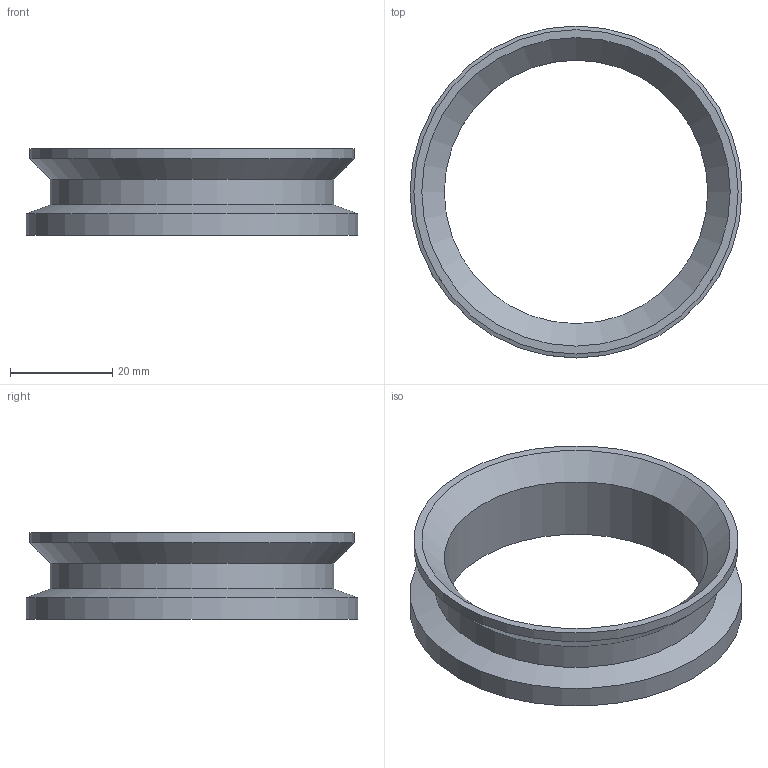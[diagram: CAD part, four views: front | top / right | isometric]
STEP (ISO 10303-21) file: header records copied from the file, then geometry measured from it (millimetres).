
FILE_DESCRIPTION(/* description */ (''),/* implementation_level */ '2;1');
FILE_NAME(/* name */ 'Réducteur V band 51 mm - 63.5 mm v1.step',/* time_stamp */ '2020-04-03T17:18:15+02:00',/* author */ (''),/* organization */ (''),/* preprocessor_version */ 'ST-DEVELOPER v18',/* originating_system */ 'Autodesk Translation Framework v8.12.0.6',/* authorisation */ '');
FILE_SCHEMA (('AUTOMOTIVE_DESIGN { 1 0 10303 214 3 1 1 }'));
Length unit declared in the file: millimetre
Products named in the file (2): Réducteur V band 51 mm - 63.5 mm; Component1
Assembly tree (1 placements, depth 2):
  Réducteur V band 51 mm - 63.5 mm
    Component1
Bounding box: 65 x 65 x 17 mm (x, y, z)
Volume: 11445.1 mm3; surface area: 8822.6 mm2
Topology: 1 solids, 1 shells, 10 faces, 20 edges, 13 vertices
Faces by surface type: cylinder 4, cone 3, plane 3
Full cylindrical faces by diameter (mm): 51.6 x1, 55.505 x1, 63.5 x1, 65 x1
Entity records: 326 total; most frequent: DIRECTION 59, CARTESIAN_POINT 46, ORIENTED_EDGE 40, AXIS2_PLACEMENT_3D 26, EDGE_CURVE 20, EDGE_LOOP 13, CIRCLE 13, VERTEX_POINT 13
